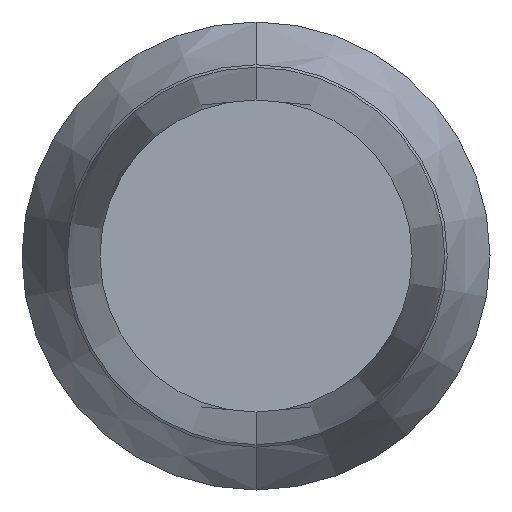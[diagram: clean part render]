
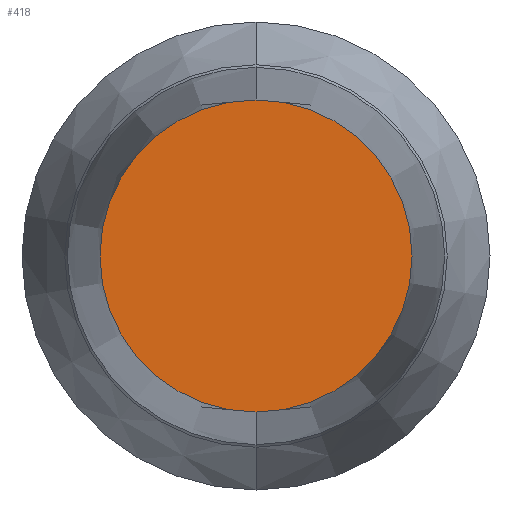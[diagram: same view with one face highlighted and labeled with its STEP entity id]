
A CAD part, front view. The second image highlights one B-rep face of the part: STEP entity #418.
In plain terms, the highlighted planar face has unit normal (0, -1, 0).
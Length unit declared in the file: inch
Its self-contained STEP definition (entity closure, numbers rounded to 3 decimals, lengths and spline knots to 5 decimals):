
#15 = DIRECTION ( 'NONE',  ( 0., 0., -1. ) ) ;
#49 = CARTESIAN_POINT ( 'NONE',  ( 0., 0., 0. ) ) ;
#73 = EDGE_LOOP ( 'NONE', ( #124, #350 ) ) ;
#81 = DIRECTION ( 'NONE',  ( 0., -1., 0. ) ) ;
#121 = CIRCLE ( 'NONE', #457, 0.0625 ) ;
#124 = ORIENTED_EDGE ( 'NONE', *, *, #332, .T. ) ;
#135 = VERTEX_POINT ( 'NONE', #160 ) ;
#157 = AXIS2_PLACEMENT_3D ( 'NONE', #369, #81, #372 ) ;
#160 = CARTESIAN_POINT ( 'NONE',  ( 0., 0., 0.0625 ) ) ;
#162 = EDGE_CURVE ( 'NONE', #301, #135, #121, .T. ) ;
#188 = CARTESIAN_POINT ( 'NONE',  ( 0., 0., -0.0625 ) ) ;
#214 = CARTESIAN_POINT ( 'NONE',  ( 0., 0., 0. ) ) ;
#238 = CIRCLE ( 'NONE', #333, 0.0625 ) ;
#263 = DIRECTION ( 'NONE',  ( 0., -1., 0. ) ) ;
#264 = PLANE ( 'NONE',  #157 ) ;
#301 = VERTEX_POINT ( 'NONE', #188 ) ;
#317 = DIRECTION ( 'NONE',  ( 0., 0., -1. ) ) ;
#332 = EDGE_CURVE ( 'NONE', #135, #301, #238, .T. ) ;
#333 = AXIS2_PLACEMENT_3D ( 'NONE', #214, #399, #317 ) ;
#336 = FACE_OUTER_BOUND ( 'NONE', #73, .T. ) ;
#350 = ORIENTED_EDGE ( 'NONE', *, *, #162, .T. ) ;
#369 = CARTESIAN_POINT ( 'NONE',  ( 0., 0., 0. ) ) ;
#372 = DIRECTION ( 'NONE',  ( 0., 0., -1. ) ) ;
#399 = DIRECTION ( 'NONE',  ( 0., -1., 0. ) ) ;
#418 = ADVANCED_FACE ( 'NONE', ( #336 ), #264, .T. ) ;
#457 = AXIS2_PLACEMENT_3D ( 'NONE', #49, #263, #15 ) ;
